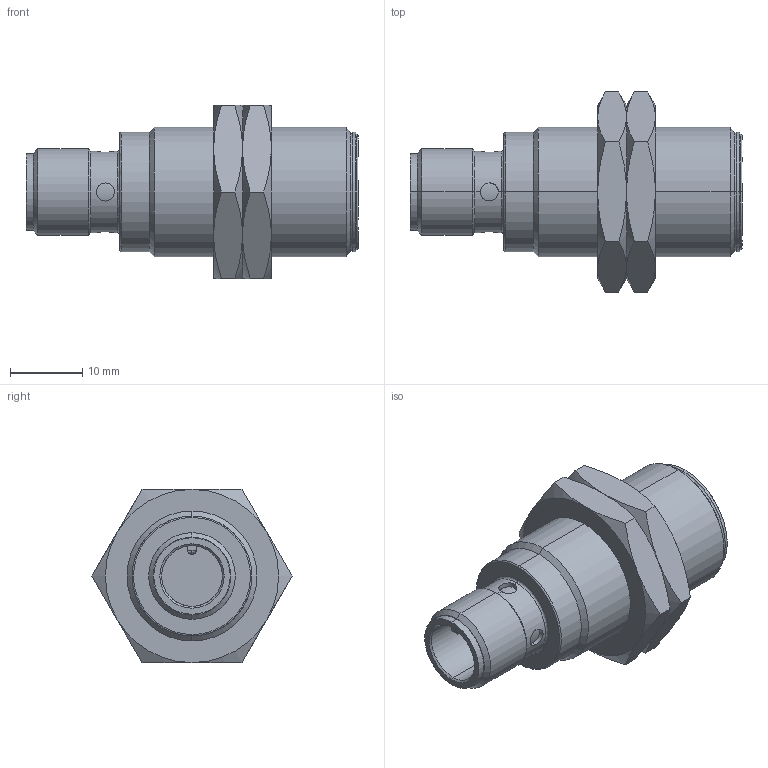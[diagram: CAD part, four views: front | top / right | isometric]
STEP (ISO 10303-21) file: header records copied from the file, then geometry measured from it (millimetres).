
FILE_DESCRIPTION (( 'STEP AP214' ), '1' );
FILE_NAME ('PFK1-AP-3H.step', '2018-04-17T19:34:52', ( '' ), ( '' ), 'SwSTEP 2.0', 'SolidWorks 2017', '' );
FILE_SCHEMA (( 'AUTOMOTIVE_DESIGN' ));
Length unit declared in the file: inch
Products named in the file (1): PFK1-AP-3H
Bounding box: 46 x 27.71 x 24 mm (x, y, z)
Volume: 11157.8 mm3; surface area: 5074.8 mm2
Topology: 3 solids, 3 shells, 112 faces, 240 edges, 140 vertices
Faces by surface type: cone 42, cylinder 35, plane 25, bspline 10
Entity records: 5252 total; most frequent: CARTESIAN_POINT 1444, ORIENTED_EDGE 480, DIRECTION 462, EDGE_CURVE 240, AXIS2_PLACEMENT_3D 196, VERTEX_POINT 140, EDGE_LOOP 122, DIMENSIONAL_EXPONENTS 117
